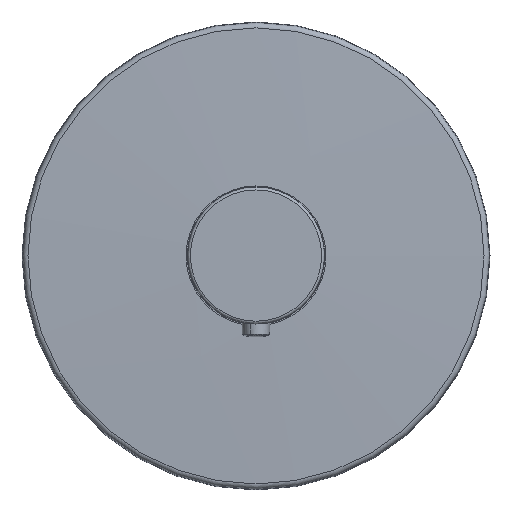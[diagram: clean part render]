
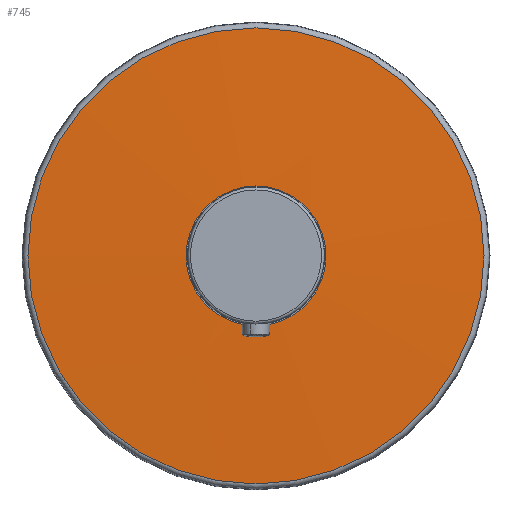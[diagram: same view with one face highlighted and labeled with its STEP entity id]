
A CAD part, top view. The second image highlights one B-rep face of the part: STEP entity #745.
In plain terms, the highlighted spherical face has radius 1892 mm.
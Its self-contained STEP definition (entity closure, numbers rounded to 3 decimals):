
#11 = AXIS2_PLACEMENT_3D ( 'NONE', #309, #353, #354 ) ;
#16 = EDGE_CURVE ( 'NONE', #950, #950, #556, .T. ) ;
#51 = ORIENTED_EDGE ( 'NONE', *, *, #16, .F. ) ;
#101 = AXIS2_PLACEMENT_3D ( 'NONE', #912, #908, #853 ) ;
#106 = EDGE_CURVE ( 'NONE', #940, #940, #491, .T. ) ;
#120 = FACE_OUTER_BOUND ( 'NONE', #625, .T. ) ;
#170 = SPHERICAL_SURFACE ( 'NONE', #11, 1892. ) ;
#182 = CARTESIAN_POINT ( 'NONE',  ( 0., 25.407, 13.829 ) ) ;
#196 = CARTESIAN_POINT ( 'NONE',  ( 82.834, 0., 12.186 ) ) ;
#237 = FACE_OUTER_BOUND ( 'NONE', #907, .T. ) ;
#287 = ORIENTED_EDGE ( 'NONE', *, *, #106, .T. ) ;
#309 = CARTESIAN_POINT ( 'NONE',  ( 0., 0., -1878. ) ) ;
#347 = DIRECTION ( 'NONE',  ( 0., 1., 0. ) ) ;
#348 = DIRECTION ( 'NONE',  ( 0., 0., -1. ) ) ;
#350 = CARTESIAN_POINT ( 'NONE',  ( 0., 0., 13.829 ) ) ;
#353 = DIRECTION ( 'NONE',  ( 0.878, -0.479, 0. ) ) ;
#354 = DIRECTION ( 'NONE',  ( 0.479, 0.878, 0. ) ) ;
#491 = CIRCLE ( 'NONE', #737, 25.407 ) ;
#556 = CIRCLE ( 'NONE', #101, 82.834 ) ;
#625 = EDGE_LOOP ( 'NONE', ( #51 ) ) ;
#737 = AXIS2_PLACEMENT_3D ( 'NONE', #350, #348, #347 ) ;
#745 = ADVANCED_FACE ( 'NONE', ( #120, #237 ), #170, .T. ) ;
#853 = DIRECTION ( 'NONE',  ( 1., 0., 0. ) ) ;
#907 = EDGE_LOOP ( 'NONE', ( #287 ) ) ;
#908 = DIRECTION ( 'NONE',  ( 0., 0., -1. ) ) ;
#912 = CARTESIAN_POINT ( 'NONE',  ( 0., 0., 12.186 ) ) ;
#940 = VERTEX_POINT ( 'NONE', #182 ) ;
#950 = VERTEX_POINT ( 'NONE', #196 ) ;
